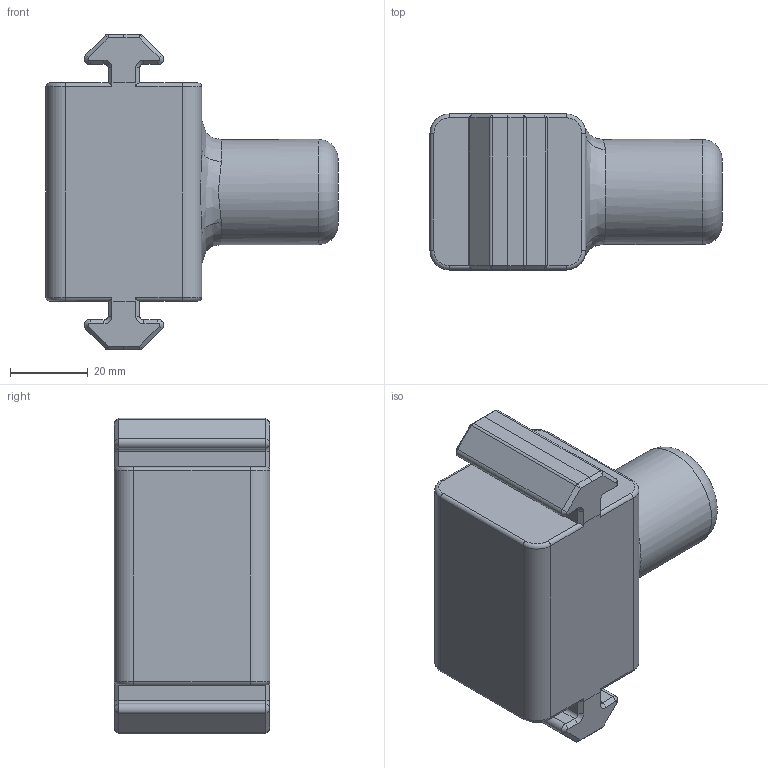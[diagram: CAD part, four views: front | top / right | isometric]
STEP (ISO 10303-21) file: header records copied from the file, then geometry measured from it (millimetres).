
FILE_DESCRIPTION(/* description */ (''),/* implementation_level */ '2;1');
FILE_NAME(/* name */ '4040_WeightSup.step',/* time_stamp */ '2026-02-01T10:36:48-06:00',/* author */ (''),/* organization */ (''),/* preprocessor_version */ 'ST-DEVELOPER v20.1',/* originating_system */ 'Autodesk Translation Framework v14.24.0.0',/* authorisation */ '');
FILE_SCHEMA (('AUTOMOTIVE_DESIGN { 1 0 10303 214 3 1 1 }'));
Length unit declared in the file: millimetre
Products named in the file (2): 4040_WeightSup; 4040_WeightSup_1
Assembly tree (1 placements, depth 2):
  4040_WeightSup
    4040_WeightSup_1
Bounding box: 75 x 40 x 81.15 mm (x, y, z)
Volume: 121432 mm3; surface area: 17956.6 mm2
Topology: 1 solids, 1 shells, 128 faces, 304 edges, 170 vertices
Faces by surface type: plane 62, cylinder 29, cone 24, torus 9, bspline 4
Full cylindrical faces by diameter (mm): 27 x1
Entity records: 3780 total; most frequent: CARTESIAN_POINT 826, DIRECTION 627, ORIENTED_EDGE 592, EDGE_CURVE 296, AXIS2_PLACEMENT_3D 215, LINE 197, VECTOR 197, VERTEX_POINT 170
